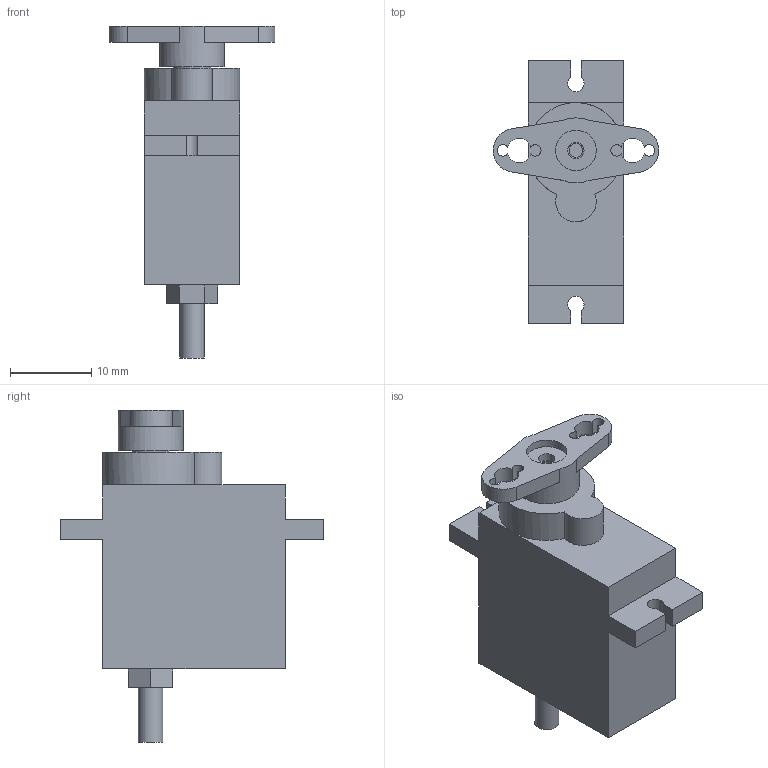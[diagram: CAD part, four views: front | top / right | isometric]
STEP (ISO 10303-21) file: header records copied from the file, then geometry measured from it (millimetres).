
FILE_DESCRIPTION(('FreeCAD Model'),'2;1');
FILE_NAME('temp.step', '2017-07-07T13:22:14',('Author'),(''), 'Open CASCADE STEP processor 6.8','FreeCAD','Unknown');
FILE_SCHEMA(('AUTOMOTIVE_DESIGN_CC2 { 1 2 10303 214 -1 1 5 4 }'));
Length unit declared in the file: millimetre
Products named in the file (4): ASSEMBLY; Pad001; Pocket003; Pad
Assembly tree (3 placements, depth 2):
  ASSEMBLY
    Pad001
    Pocket003
    Pad
Bounding box: 20.41 x 32.4 x 40.9 mm (x, y, z)
Volume: 7167.6 mm3; surface area: 3345.7 mm2
Topology: 3 solids, 3 shells, 115 faces, 316 edges, 213 vertices
Faces by surface type: plane 69, cylinder 45, torus 1
Full cylindrical faces by diameter (mm): 1.7 x1, 2 x1, 3 x2, 4.6 x1, 5 x1, 6 x1, 8 x1
Entity records: 23199 total; most frequent: CARTESIAN_POINT 17066, DIRECTION 1068, ORIENTED_EDGE 632, PCURVE 632, DEFINITIONAL_REPRESENTATION 632, LINE 489, VECTOR 489, EDGE_CURVE 316
